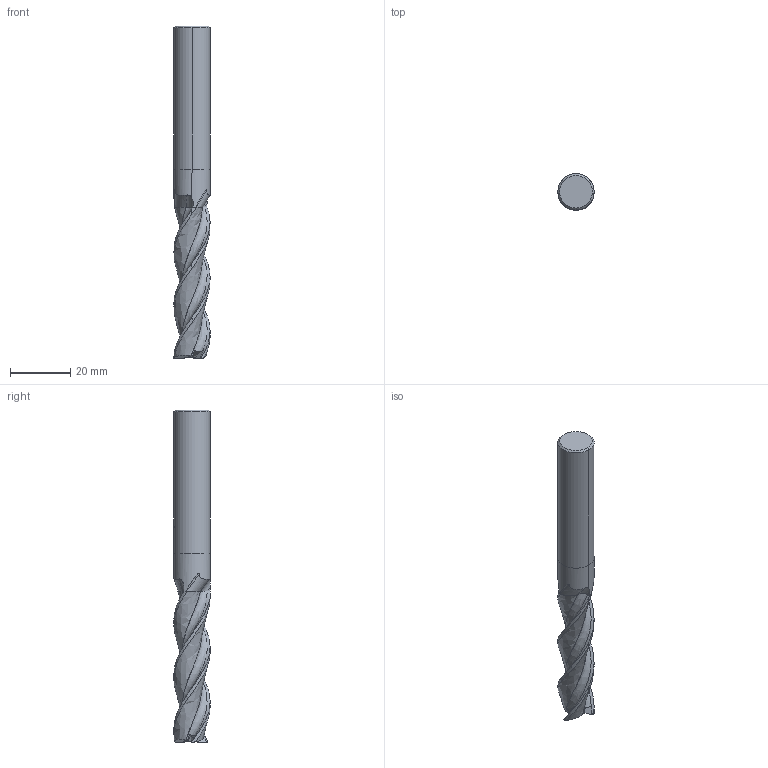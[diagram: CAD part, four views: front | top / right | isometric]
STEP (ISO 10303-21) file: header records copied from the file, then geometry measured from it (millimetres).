
FILE_DESCRIPTION(('no description'),'unknown implementation level');
FILE_NAME('solidDHFzsOrrL_7_mXMxN8_UTYAl6Dg_1.STP',' ',('CIM GmbH Aachen'),('CADClick - KiM GmbH - www.kimweb.de'),'unknown preprocess','ACIS','unknown authorization');
FILE_SCHEMA(('automotive_design'));
Length unit declared in the file: millimetre
Products named in the file (2): 1; 2
Bounding box: 12 x 12 x 110 mm (x, y, z)
Volume: 9720.5 mm3; surface area: 6031.4 mm2
Topology: 2 solids, 2 shells, 89 faces, 259 edges, 174 vertices
Faces by surface type: plane 39, cylinder 15, revolution 12, bspline 12, cone 11
Entity records: 11909 total; most frequent: CARTESIAN_POINT 6747, STYLED_ITEM 524, PRESENTATION_STYLE_ASSIGNMENT 524, COLOUR_RGB 524, ORIENTED_EDGE 518, DIRECTION 405, EDGE_CURVE 259, CURVE_STYLE 259
